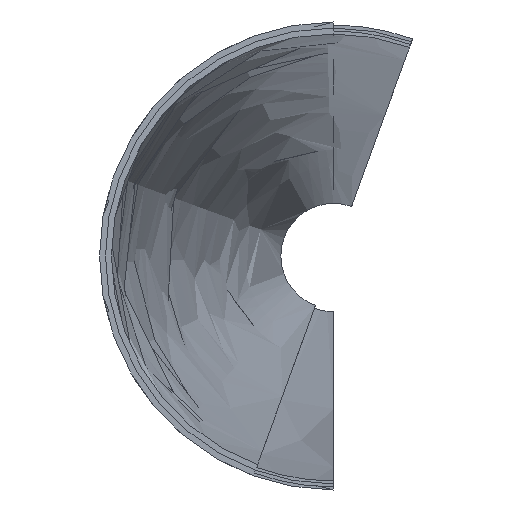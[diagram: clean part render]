
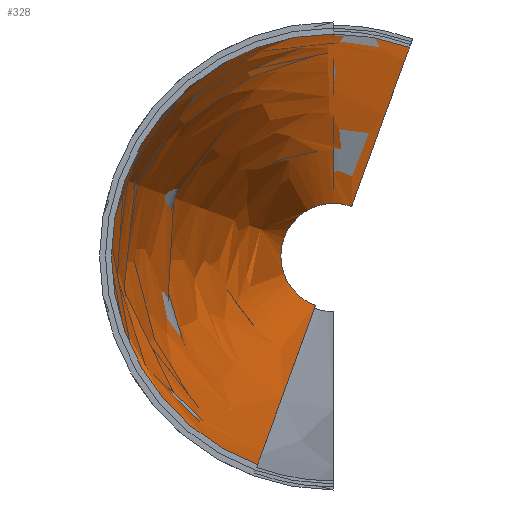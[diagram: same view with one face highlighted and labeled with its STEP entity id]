
A CAD part, front view. The second image highlights one B-rep face of the part: STEP entity #328.
In plain terms, the highlighted free-form (B-spline) face has degree [2, 2] with [3, 5] control points.
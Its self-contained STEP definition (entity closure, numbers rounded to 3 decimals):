
#17=(
BOUNDED_SURFACE()
B_SPLINE_SURFACE(2,2,((#600,#601,#602,#603,#604),(#605,#606,#607,#608,#609),
(#610,#611,#612,#613,#614)),.UNSPECIFIED.,.F.,.F.,.F.)
B_SPLINE_SURFACE_WITH_KNOTS((3,3),(3,2,3),(0.001,0.18),
(-2.793,-1.222,0.349),.UNSPECIFIED.)
GEOMETRIC_REPRESENTATION_ITEM()
RATIONAL_B_SPLINE_SURFACE(((1.,0.707,1.,0.707,1.),
(0.996,0.704,0.996,0.704,
0.996),(1.,0.707,1.,0.707,1.)))
REPRESENTATION_ITEM('')
SURFACE()
);
#40=FACE_OUTER_BOUND('',#58,.T.);
#58=EDGE_LOOP('',(#281,#282,#283,#284));
#71=CIRCLE('',#367,3633.647);
#74=CIRCLE('',#371,17.59);
#81=CIRCLE('',#382,3633.647);
#83=CIRCLE('',#385,76.199);
#146=VERTEX_POINT('',#531);
#147=VERTEX_POINT('',#533);
#153=VERTEX_POINT('',#547);
#165=VERTEX_POINT('',#589);
#181=EDGE_CURVE('',#147,#146,#71,.T.);
#189=EDGE_CURVE('',#146,#153,#74,.T.);
#206=EDGE_CURVE('',#153,#165,#81,.T.);
#211=EDGE_CURVE('',#147,#165,#83,.T.);
#281=ORIENTED_EDGE('',*,*,#181,.T.);
#282=ORIENTED_EDGE('',*,*,#189,.T.);
#283=ORIENTED_EDGE('',*,*,#206,.T.);
#284=ORIENTED_EDGE('',*,*,#211,.F.);
#328=ADVANCED_FACE('',(#40),#17,.T.);
#367=AXIS2_PLACEMENT_3D('',#534,#422,#423);
#371=AXIS2_PLACEMENT_3D('',#549,#435,#436);
#382=AXIS2_PLACEMENT_3D('',#591,#467,#468);
#385=AXIS2_PLACEMENT_3D('',#615,#476,#477);
#422=DIRECTION('center_axis',(0.94,0.,-0.342));
#423=DIRECTION('ref_axis',(-0.342,0.,-0.94));
#435=DIRECTION('center_axis',(0.,1.,0.));
#436=DIRECTION('ref_axis',(0.,0.,1.));
#467=DIRECTION('center_axis',(0.94,0.,-0.342));
#468=DIRECTION('ref_axis',(-0.337,-0.179,-0.925));
#476=DIRECTION('center_axis',(0.,1.,0.));
#477=DIRECTION('ref_axis',(0.,0.,1.));
#531=CARTESIAN_POINT('',(-6.016,650.,-16.529));
#533=CARTESIAN_POINT('',(-26.062,2.,-71.604));
#534=CARTESIAN_POINT('Origin',(1216.719,0.,3342.907));
#547=CARTESIAN_POINT('',(6.016,650.,16.529));
#549=CARTESIAN_POINT('Origin',(0.,650.,0.));
#589=CARTESIAN_POINT('',(26.062,2.,71.604));
#591=CARTESIAN_POINT('Origin',(-1216.719,0.,-3342.907));
#600=CARTESIAN_POINT('Ctrl Pts',(-26.062,2.,-71.604));
#601=CARTESIAN_POINT('Ctrl Pts',(-97.666,2.,-45.542));
#602=CARTESIAN_POINT('Ctrl Pts',(-71.604,2.,26.062));
#603=CARTESIAN_POINT('Ctrl Pts',(-45.542,2.,97.666));
#604=CARTESIAN_POINT('Ctrl Pts',(26.062,2.,71.604));
#605=CARTESIAN_POINT('Ctrl Pts',(-26.,328.634,-71.435));
#606=CARTESIAN_POINT('Ctrl Pts',(-97.435,328.634,-45.435));
#607=CARTESIAN_POINT('Ctrl Pts',(-71.435,328.634,26.));
#608=CARTESIAN_POINT('Ctrl Pts',(-45.435,328.634,97.435));
#609=CARTESIAN_POINT('Ctrl Pts',(26.,328.634,71.435));
#610=CARTESIAN_POINT('Ctrl Pts',(-6.016,650.,-16.529));
#611=CARTESIAN_POINT('Ctrl Pts',(-22.546,650.,-10.513));
#612=CARTESIAN_POINT('Ctrl Pts',(-16.529,650.,6.016));
#613=CARTESIAN_POINT('Ctrl Pts',(-10.513,650.,22.546));
#614=CARTESIAN_POINT('Ctrl Pts',(6.016,650.,16.529));
#615=CARTESIAN_POINT('Origin',(0.,2.,0.));
